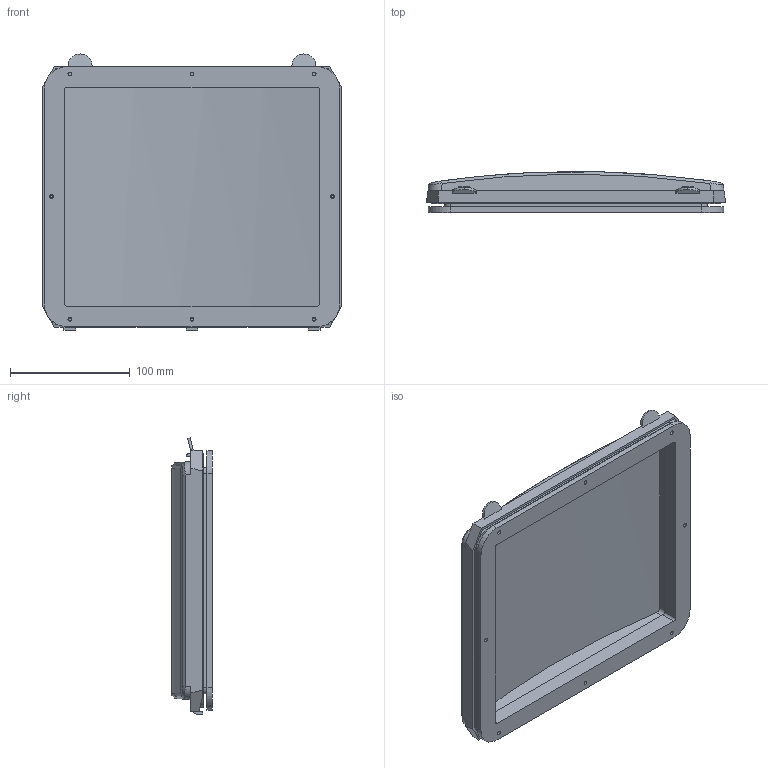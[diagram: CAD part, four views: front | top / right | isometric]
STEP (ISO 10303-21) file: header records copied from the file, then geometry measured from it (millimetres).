
FILE_DESCRIPTION (( 'STEP AP214' ), '1' );
FILE_NAME ('Fibox_L24II.STEP', '2010-03-04T12:03:23', ( 'KennethW' ), ( 'FIBOX' ), 'SwSTEP 2.0', 'SolidWorks 2009', '' );
FILE_SCHEMA (( 'AUTOMOTIVE_DESIGN' ));
Length unit declared in the file: millimetre
Products named in the file (3): Fibox_L24II; Fibox_L24II_Win
Assembly tree (2 placements, depth 2):
  Fibox_L24II
    Fibox_L24II
    Fibox_L24II_Win
Bounding box: 250 x 34.02 x 230.63 mm (x, y, z)
Volume: 337696 mm3; surface area: 215010.4 mm2
Topology: 2 solids, 2 shells, 250 faces, 700 edges, 454 vertices
Faces by surface type: plane 137, cylinder 95, cone 8, bspline 6, torus 4
Entity records: 8582 total; most frequent: CARTESIAN_POINT 1905, ORIENTED_EDGE 1400, DIRECTION 1348, EDGE_CURVE 700, VECTOR 474, LINE 474, VERTEX_POINT 454, AXIS2_PLACEMENT_3D 437
